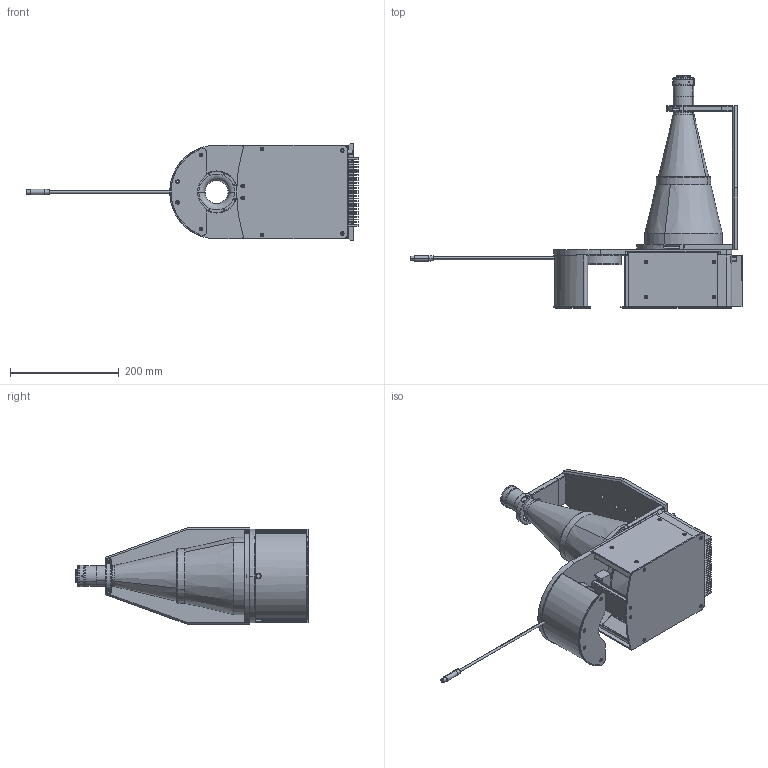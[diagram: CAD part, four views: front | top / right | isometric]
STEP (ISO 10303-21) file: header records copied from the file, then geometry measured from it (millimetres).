
FILE_DESCRIPTION (( 'STEP AP203' ), '1' );
FILE_NAME ('DP30020_TCCAGE23096HP.step', '2020-06-26T10:10:33', ( '' ), ( '' ), 'SwSTEP 2.0', 'SolidWorks 2020', '' );
FILE_SCHEMA (( 'CONFIG_CONTROL_DESIGN' ));
Length unit declared in the file: millimetre
Products named in the file (1): DP30020_TCCAGE23096HP
Bounding box: 611.73 x 427.55 x 179 mm (x, y, z)
Surface area: 719380.8 mm2 (no closed solid volume)
Topology: 0 solids, 119 shells, 878 faces, 3110 edges, 2338 vertices
Faces by surface type: plane 465, cylinder 278, torus 74, cone 59, sphere 2
Entity records: 34312 total; most frequent: CARTESIAN_POINT 6982, DIRECTION 5955, ORIENTED_EDGE 4682, EDGE_CURVE 3098, VERTEX_POINT 2338, AXIS2_PLACEMENT_3D 2048, LINE 1859, VECTOR 1859
